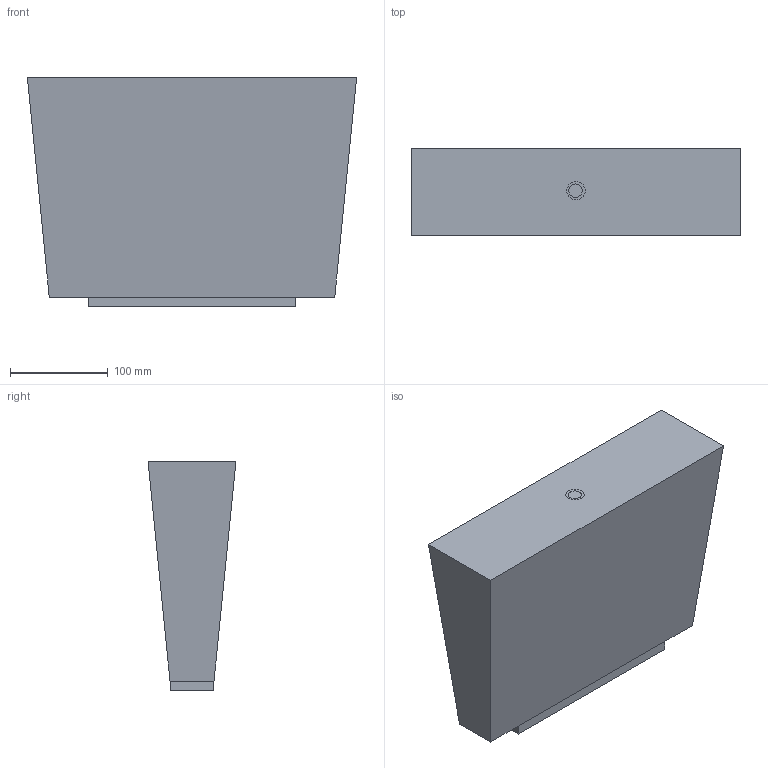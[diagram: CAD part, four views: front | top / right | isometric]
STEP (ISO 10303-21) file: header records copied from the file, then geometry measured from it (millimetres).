
FILE_DESCRIPTION(/* description */ (''),/* implementation_level */ '2;1');
FILE_NAME(/* name */ 'BO 700 Block out box.stp',/* time_stamp */ '2016-06-22T08:58:53+02:00',/* author */ ('OEM'),/* organization */ (''),/* preprocessor_version */ 'ST-DEVELOPER v15.2',/* originating_system */ 'Autodesk Inventor 2014',/* authorisation */ '');
FILE_SCHEMA (('CONFIG_CONTROL_DESIGN'));
Length unit declared in the file: millimetre
Products named in the file (6): BO 700-1 PUR Elastomer; vemohylse med flattstål til BO 450; BO 700-4 Threaded rod; DIN 934 - M4 x 0,7; BO 700-2 Magnet; BO 700 Block out box
Bounding box: 337 x 90 x 235 mm (x, y, z)
Volume: 4984644.9 mm3; surface area: 253243.7 mm2
Topology: 10 solids, 10 shells, 105 faces, 220 edges, 138 vertices
Faces by surface type: plane 61, cone 23, cylinder 17, torus 3, bspline 1
Full cylindrical faces by diameter (mm): 3.2 x2, 3.242 x4, 4 x2, 5 x2, 6 x2, 13.8 x1, 18.725 x1, 22.725 x1, 32 x2
Entity records: 1512 total; most frequent: CARTESIAN_POINT 280, DIRECTION 248, ORIENTED_EDGE 178, AXIS2_PLACEMENT_3D 102, EDGE_CURVE 89, EDGE_LOOP 85, VERTEX_POINT 68, ADVANCED_FACE 55
